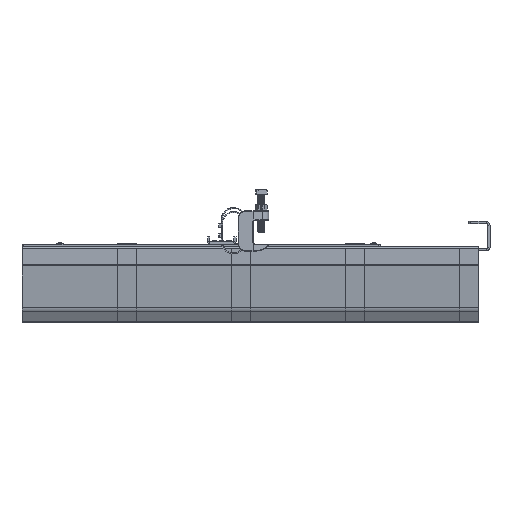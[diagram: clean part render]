
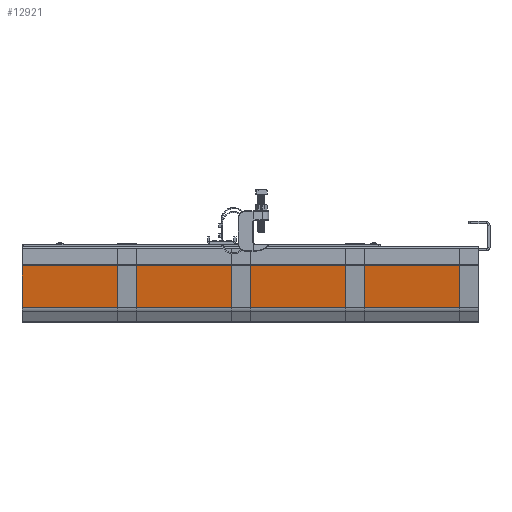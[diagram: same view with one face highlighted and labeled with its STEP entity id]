
A CAD part, left-side view. The second image highlights one B-rep face of the part: STEP entity #12921.
In plain terms, the highlighted planar face has unit normal (-0.994, 0, -0.107).
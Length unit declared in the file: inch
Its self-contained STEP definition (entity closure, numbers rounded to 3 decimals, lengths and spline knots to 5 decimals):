
#75 = CARTESIAN_POINT ( 'NONE',  ( -0.68464, 24., -1.02661 ) ) ;
#772 = EDGE_CURVE ( 'NONE', #4537, #18783, #18348, .T. ) ;
#896 = LINE ( 'NONE', #7140, #13245 ) ;
#1095 = CARTESIAN_POINT ( 'NONE',  ( -0.4375, 0., -3.32883 ) ) ;
#1618 = DIRECTION ( 'NONE',  ( 0.994, 0., 0.107 ) ) ;
#2741 = VECTOR ( 'NONE', #15886, 39.37008 ) ;
#3069 = EDGE_CURVE ( 'NONE', #19657, #4537, #8985, .T. ) ;
#3377 = CARTESIAN_POINT ( 'NONE',  ( -0.44878, 0., -3.22374 ) ) ;
#3433 = EDGE_LOOP ( 'NONE', ( #19457, #13862, #5111, #13787 ) ) ;
#3741 = VECTOR ( 'NONE', #8153, 39.37008 ) ;
#4537 = VERTEX_POINT ( 'NONE', #14460 ) ;
#4703 = VECTOR ( 'NONE', #17233, 39.37008 ) ;
#5111 = ORIENTED_EDGE ( 'NONE', *, *, #18363, .F. ) ;
#5322 = PLANE ( 'NONE',  #9563 ) ;
#6315 = CARTESIAN_POINT ( 'NONE',  ( -0.4375, 24., -3.32883 ) ) ;
#7140 = CARTESIAN_POINT ( 'NONE',  ( -0.44878, 24., -3.22374 ) ) ;
#8153 = DIRECTION ( 'NONE',  ( 0., 1., 0. ) ) ;
#8195 = FACE_OUTER_BOUND ( 'NONE', #3433, .T. ) ;
#8985 = LINE ( 'NONE', #1095, #4703 ) ;
#9563 = AXIS2_PLACEMENT_3D ( 'NONE', #16066, #1618, #12875 ) ;
#11725 = EDGE_CURVE ( 'NONE', #18576, #19657, #896, .T. ) ;
#12875 = DIRECTION ( 'NONE',  ( 0.107, 0., -0.994 ) ) ;
#12921 = ADVANCED_FACE ( 'NONE', ( #8195 ), #5322, .F. ) ;
#13004 = CARTESIAN_POINT ( 'NONE',  ( -0.68464, 24., -1.02661 ) ) ;
#13245 = VECTOR ( 'NONE', #13553, 39.37008 ) ;
#13553 = DIRECTION ( 'NONE',  ( 0., -1., 0. ) ) ;
#13787 = ORIENTED_EDGE ( 'NONE', *, *, #11725, .T. ) ;
#13862 = ORIENTED_EDGE ( 'NONE', *, *, #772, .T. ) ;
#14460 = CARTESIAN_POINT ( 'NONE',  ( -0.68464, 0., -1.02661 ) ) ;
#15602 = LINE ( 'NONE', #6315, #2741 ) ;
#15886 = DIRECTION ( 'NONE',  ( -0.107, 0., 0.994 ) ) ;
#16066 = CARTESIAN_POINT ( 'NONE',  ( -0.4375, 24., -3.32883 ) ) ;
#17233 = DIRECTION ( 'NONE',  ( -0.107, 0., 0.994 ) ) ;
#18348 = LINE ( 'NONE', #13004, #3741 ) ;
#18363 = EDGE_CURVE ( 'NONE', #18576, #18783, #15602, .T. ) ;
#18576 = VERTEX_POINT ( 'NONE', #20722 ) ;
#18783 = VERTEX_POINT ( 'NONE', #75 ) ;
#19457 = ORIENTED_EDGE ( 'NONE', *, *, #3069, .T. ) ;
#19657 = VERTEX_POINT ( 'NONE', #3377 ) ;
#20722 = CARTESIAN_POINT ( 'NONE',  ( -0.44878, 24., -3.22374 ) ) ;
